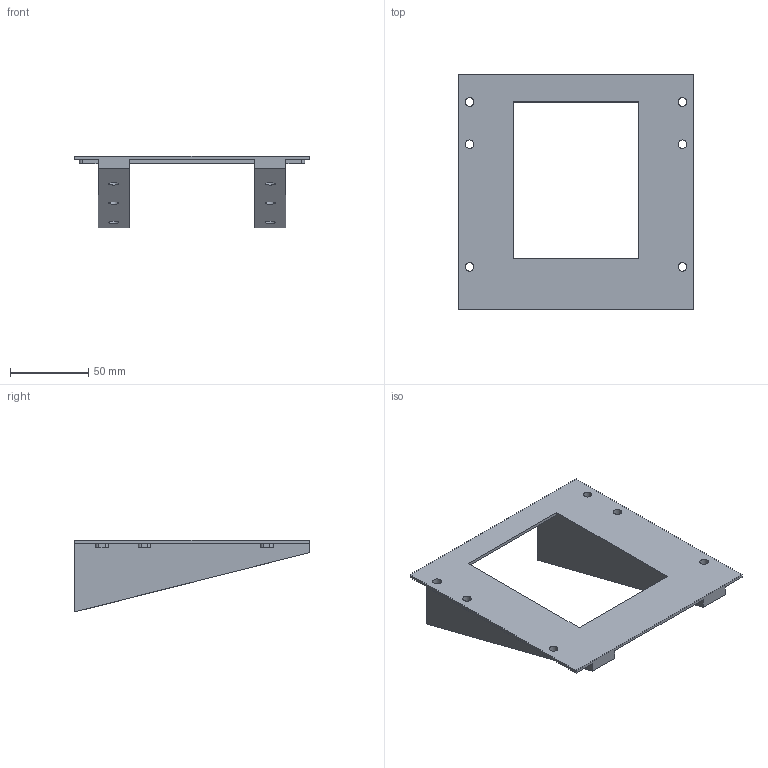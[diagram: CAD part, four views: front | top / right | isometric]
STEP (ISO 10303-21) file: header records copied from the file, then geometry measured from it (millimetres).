
FILE_DESCRIPTION(/* description */ (''),/* implementation_level */ '2;1');
FILE_NAME(/* name */ 'Winwing UFC and HUD panel riser v3.step',/* time_stamp */ '2024-06-15T18:48:11+02:00',/* author */ (''),/* organization */ (''),/* preprocessor_version */ 'ST-DEVELOPER v20',/* originating_system */ 'Autodesk Translation Framework v13.14.0.145',/* authorisation */ '');
FILE_SCHEMA (('AUTOMOTIVE_DESIGN { 1 0 10303 214 3 1 1 }'));
Length unit declared in the file: millimetre
Products named in the file (1): OH1A1-xx UIP Winwing riser for UFC and HUD panels
Bounding box: 150 x 150 x 46 mm (x, y, z)
Volume: 178547.2 mm3; surface area: 50542.4 mm2
Topology: 1 solids, 1 shells, 75 faces, 204 edges, 136 vertices
Faces by surface type: plane 51, cylinder 24
Full cylindrical faces by diameter (mm): 5.5 x6, 6.5 x6
Entity records: 2427 total; most frequent: CARTESIAN_POINT 416, ORIENTED_EDGE 408, DIRECTION 404, EDGE_CURVE 204, LINE 156, VECTOR 156, VERTEX_POINT 136, AXIS2_PLACEMENT_3D 124
